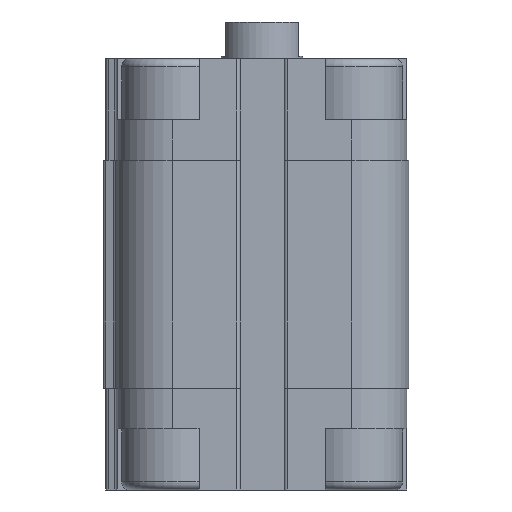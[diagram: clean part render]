
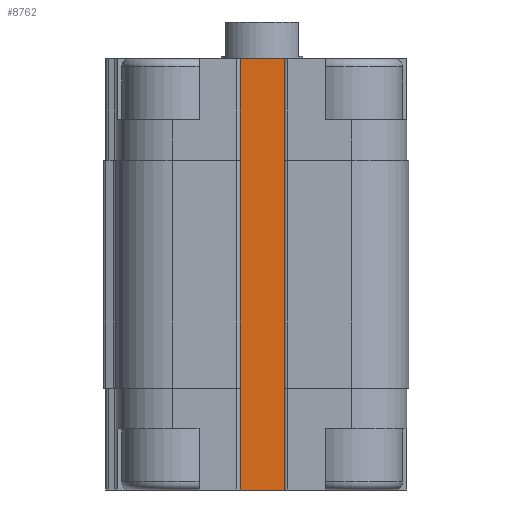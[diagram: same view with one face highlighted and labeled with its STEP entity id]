
A CAD part, left-side view. The second image highlights one B-rep face of the part: STEP entity #8762.
In plain terms, the highlighted face is planar.
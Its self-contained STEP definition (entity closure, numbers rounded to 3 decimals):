
#148=LINE('',#13274,#954);
#231=LINE('',#13583,#1037);
#232=LINE('',#13585,#1038);
#233=LINE('',#13587,#1039);
#954=VECTOR('',#10308,1000.);
#1037=VECTOR('',#10583,1000.);
#1038=VECTOR('',#10586,1000.);
#1039=VECTOR('',#10587,1000.);
#1700=PLANE('',#9407);
#2799=ORIENTED_EDGE('',*,*,#5156,.F.);
#2800=ORIENTED_EDGE('',*,*,#5308,.F.);
#2801=ORIENTED_EDGE('',*,*,#5309,.T.);
#2802=ORIENTED_EDGE('',*,*,#5310,.T.);
#5156=EDGE_CURVE('',#6430,#6431,#148,.T.);
#5308=EDGE_CURVE('',#6560,#6430,#231,.T.);
#5309=EDGE_CURVE('',#6560,#6561,#232,.T.);
#5310=EDGE_CURVE('',#6561,#6431,#233,.T.);
#6430=VERTEX_POINT('',#13273);
#6431=VERTEX_POINT('',#13275);
#6560=VERTEX_POINT('',#13582);
#6561=VERTEX_POINT('',#13586);
#7485=EDGE_LOOP('',(#2799,#2800,#2801,#2802));
#8117=FACE_BOUND('',#7485,.T.);
#8762=ADVANCED_FACE('',(#8117),#1700,.T.);
#9407=AXIS2_PLACEMENT_3D('',#13584,#10584,#10585);
#10308=DIRECTION('',(0.,1.,0.));
#10583=DIRECTION('',(0.,0.,1.));
#10584=DIRECTION('',(1.,0.,0.));
#10585=DIRECTION('',(0.,0.,-1.));
#10586=DIRECTION('',(0.,1.,0.));
#10587=DIRECTION('',(0.,0.,1.));
#13273=CARTESIAN_POINT('',(13.,-3.,0.));
#13274=CARTESIAN_POINT('',(13.,-3.,0.));
#13275=CARTESIAN_POINT('',(13.,3.,0.));
#13582=CARTESIAN_POINT('',(13.,-3.,-53.));
#13583=CARTESIAN_POINT('',(13.,-3.,-12.5));
#13584=CARTESIAN_POINT('',(13.,-3.,-12.5));
#13585=CARTESIAN_POINT('',(13.,-3.,-53.));
#13586=CARTESIAN_POINT('',(13.,3.,-53.));
#13587=CARTESIAN_POINT('',(13.,3.,-12.5));
